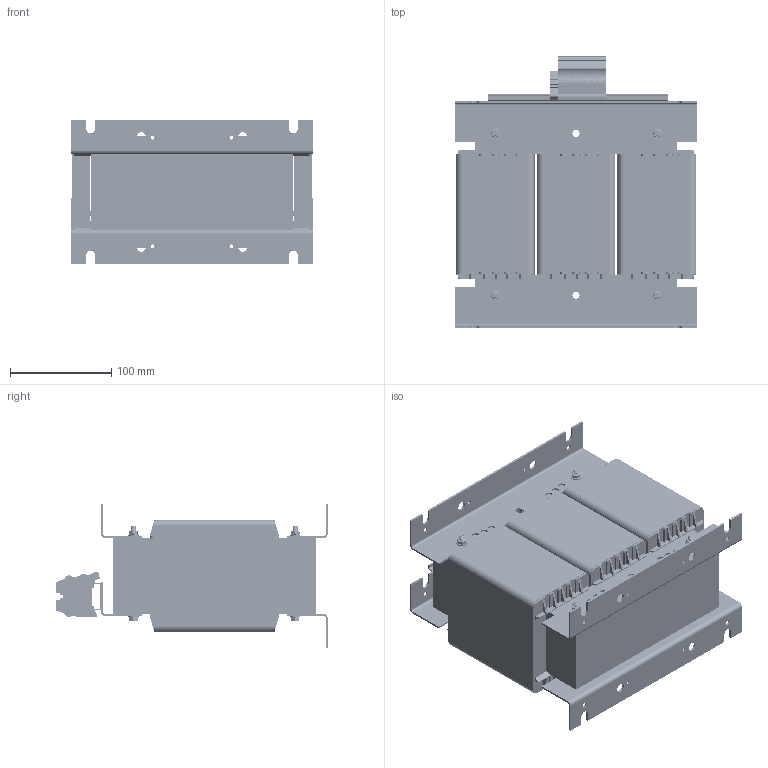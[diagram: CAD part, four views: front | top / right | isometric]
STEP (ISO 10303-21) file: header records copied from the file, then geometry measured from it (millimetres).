
FILE_DESCRIPTION(/* description */ (''),/* implementation_level */ '2;1');
FILE_NAME(/* name */ 'TTX2.stp',/* time_stamp */ '2023-06-01T10:05:08+02:00',/* author */ ('sb'),/* organization */ (''),/* preprocessor_version */ 'ST-DEVELOPER v16.13',/* originating_system */ 'Autodesk Inventor 2018',/* authorisation */ '');
FILE_SCHEMA (('AUTOMOTIVE_DESIGN { 1 0 10303 214 3 1 1 }'));
Length unit declared in the file: millimetre
Products named in the file (14): TTX2; Núcleo RC40x75; BRI40-3IP025; BOBINA+CARRETE-RC40X75; BOBINARC40X75; CAR0008T (40x70); DIN 555-5 - M5; DIN 125 - A 5,3; TOR590E; 7xBOR0046+TIERRA; AVK 4RD_tierra; 495049_KD3_Grey; Guía DIN inteligente_klemsam; AVK 4RD
Assembly tree (37 placements, depth 3):
  TTX2
    Núcleo RC40x75
    BRI40-3IP025  x4
    BOBINA+CARRETE-RC40X75  x3
      BOBINARC40X75
      CAR0008T (40x70)
    DIN 555-5 - M5  x4
    DIN 125 - A 5,3  x8
    TOR590E  x4
    7xBOR0046+TIERRA
      AVK 4RD_tierra
      AVK 4RD  x7
      495049_KD3_Grey
      Guía DIN inteligente_klemsam
Bounding box: 240 x 268.31 x 143 mm (x, y, z)
Volume: 4436120.2 mm3; surface area: 863231.2 mm2
Topology: 37 solids, 37 shells, 2524 faces, 6962 edges, 4526 vertices
Faces by surface type: plane 1754, cylinder 746, cone 16, bspline 8
Full cylindrical faces by diameter (mm): 3 x1, 3.5 x8, 4.134 x4, 4.3 x16, 4.917 x8, 5.3 x8, 5.8 x1, 7 x38, 9 x8, 10 x8
Entity records: 38077 total; most frequent: CARTESIAN_POINT 15154, ORIENTED_EDGE 4610, DIRECTION 4530, EDGE_CURVE 2305, LINE 1778, VECTOR 1778, VERTEX_POINT 1512, AXIS2_PLACEMENT_3D 1376
